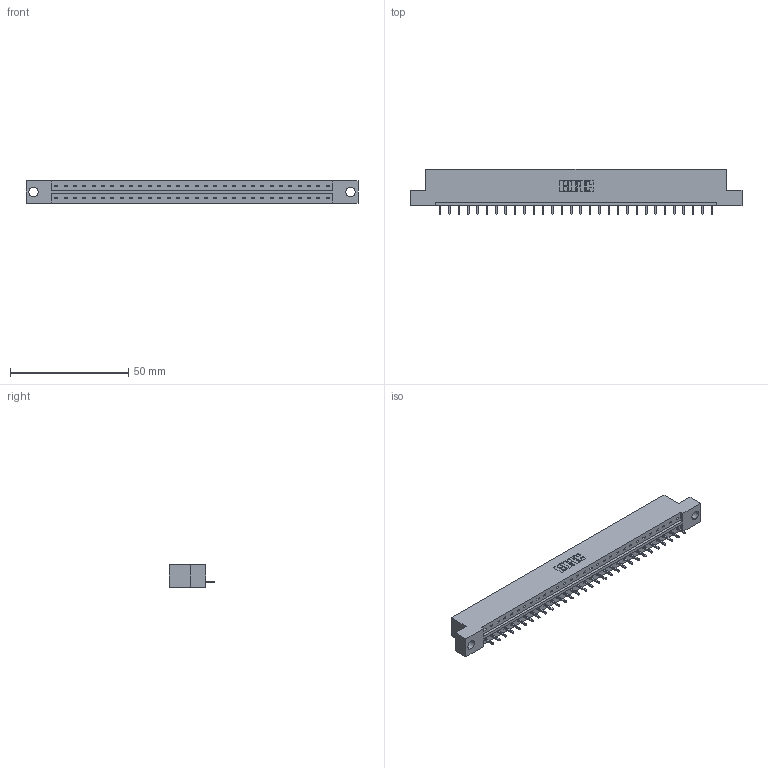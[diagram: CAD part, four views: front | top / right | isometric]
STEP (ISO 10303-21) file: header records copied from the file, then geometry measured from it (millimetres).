
FILE_DESCRIPTION (( 'STEP AP203' ), '1' );
FILE_NAME ('333-030-521-104.STEP', '2018-08-02T17:17:18', ( '' ), ( '' ), 'SwSTEP 2.0', 'SolidWorks 2016', '' );
FILE_SCHEMA (( 'CONFIG_CONTROL_DESIGN' ));
Length unit declared in the file: inch
Products named in the file (3): 333 Part_Flush - .156 Dia - TH; 345-292-001_345-293-121; 333-030-521-104
Assembly tree (31 placements, depth 2):
  333-030-521-104
    333 Part_Flush - .156 Dia - TH
    345-292-001_345-293-121  x30
Bounding box: 140.41 x 19.06 x 9.4 mm (x, y, z)
Volume: 13852.9 mm3; surface area: 14351.5 mm2
Topology: 31 solids, 31 shells, 1854 faces, 5591 edges, 3686 vertices
Faces by surface type: plane 1330, cylinder 524
Entity records: 19913 total; most frequent: CARTESIAN_POINT 3444, ORIENTED_EDGE 3410, DIRECTION 2929, EDGE_CURVE 1705, LINE 1577, VECTOR 1577, VERTEX_POINT 1134, AXIS2_PLACEMENT_3D 676
